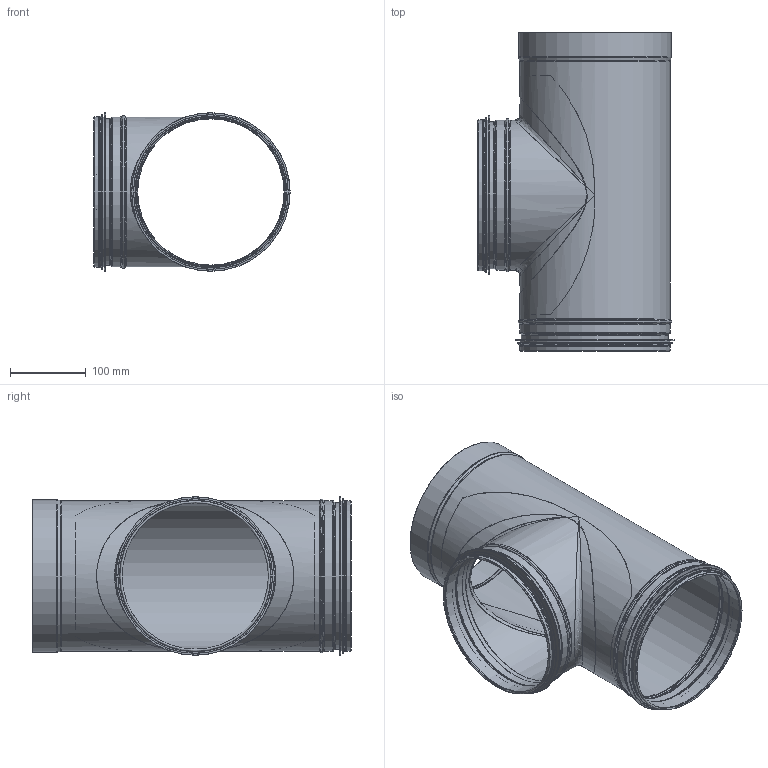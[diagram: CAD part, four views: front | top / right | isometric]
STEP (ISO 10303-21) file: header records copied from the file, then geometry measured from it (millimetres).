
FILE_DESCRIPTION((''),'2;1');
FILE_NAME('HTKM_200-200.stp','2014-02-21T08:01:14',(''),(''),'Autodesk Inventor 2013','Autodesk Inventor 2013','');
FILE_SCHEMA(('AUTOMOTIVE_DESIGN { 1 2 10303 214 0 1 1 1 }'));
Length unit declared in the file: millimetre
Products named in the file (5): HTKM_200-200; HTKMRörämne_200-200; 999006; HPS_200-200; HPSRörämne_200-200
Assembly tree (5 placements, depth 3):
  HTKM_200-200
    HTKMRörämne_200-200
    999006
    HPS_200-200
      HPSRörämne_200-200
      999006
Bounding box: 259.17 x 420.5 x 209.35 mm (x, y, z)
Volume: 207146.3 mm3; surface area: 711171.5 mm2
Topology: 4 solids, 4 shells, 117 faces, 241 edges, 134 vertices
Faces by surface type: cylinder 40, torus 37, plane 19, cone 17, bspline 4
Full cylindrical faces by diameter (mm): 193.15 x2, 194.15 x2, 195.35 x2, 196.95 x1, 197.95 x12, 198.95 x4, 200.35 x1, 201.35 x1, 204.35 x2, 209.35 x2
Entity records: 3801 total; most frequent: CARTESIAN_POINT 1759, DIRECTION 398, ORIENTED_EDGE 264, AXIS2_PLACEMENT_3D 189, EDGE_LOOP 178, EDGE_CURVE 132, VERTEX_POINT 112, STYLED_ITEM 101
